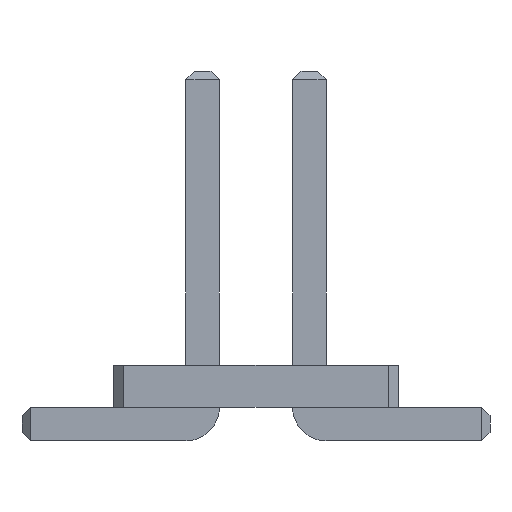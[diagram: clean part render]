
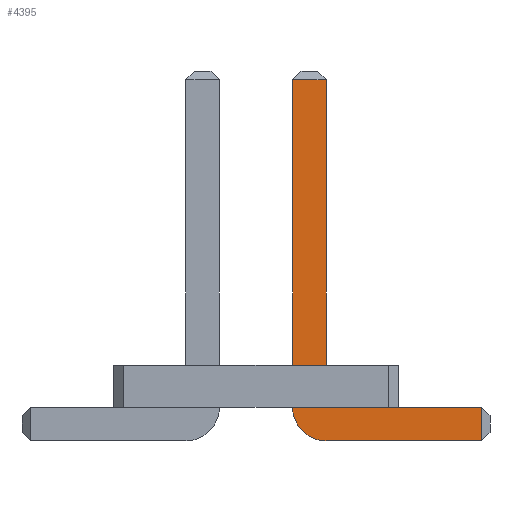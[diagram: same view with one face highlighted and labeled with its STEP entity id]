
A CAD part, front view. The second image highlights one B-rep face of the part: STEP entity #4395.
In plain terms, the highlighted planar face has unit normal (0, -1, 0).
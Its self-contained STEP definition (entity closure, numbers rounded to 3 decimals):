
#67=DIRECTION('',(1.,0.,0.));
#1979=VECTOR('',#67,1.);
#2032=DIRECTION('',(-1.,0.,0.));
#3941=VECTOR('',#2032,1.);
#4200=DIRECTION('',(-0.,1.,0.));
#4201=DIRECTION('',(0.,0.,-1.));
#4208=VECTOR('',#4209,1.);
#4209=DIRECTION('',(0.,0.,1.));
#4220=VECTOR('',#4201,1.);
#4232=DIRECTION('',(0.,1.,0.));
#4233=DIRECTION('',(1.,0.,0.));
#4240=VERTEX_POINT('',#4241);
#4241=CARTESIAN_POINT('',(2.685,-21.155,0.));
#4244=ORIENTED_EDGE('',*,*,#4245,.T.);
#4245=EDGE_CURVE('',#4240,#4246,#4248,.T.);
#4246=VERTEX_POINT('',#4247);
#4247=CARTESIAN_POINT('',(0.835,-21.155,0.));
#4248=LINE('',#4249,#3941);
#4249=CARTESIAN_POINT('',(2.785,-21.155,0.));
#4289=VERTEX_POINT('',#4290);
#4290=CARTESIAN_POINT('',(0.435,-21.155,0.4));
#4293=EDGE_CURVE('',#4246,#4289,#4294,.T.);
#4294=CIRCLE('',#4295,0.4);
#4295=AXIS2_PLACEMENT_3D('',#4296,#4200,#4201);
#4296=CARTESIAN_POINT('',(0.835,-21.155,0.4));
#4305=VERTEX_POINT('',#4296);
#4307=ORIENTED_EDGE('',*,*,#4308,.T.);
#4308=EDGE_CURVE('',#4305,#4309,#4311,.T.);
#4309=VERTEX_POINT('',#4310);
#4310=CARTESIAN_POINT('',(2.685,-21.155,0.4));
#4311=LINE('',#4296,#1979);
#4321=ORIENTED_EDGE('',*,*,#4322,.T.);
#4322=EDGE_CURVE('',#4289,#4323,#4325,.T.);
#4323=VERTEX_POINT('',#4324);
#4324=CARTESIAN_POINT('',(0.435,-21.155,4.3));
#4325=LINE('',#4326,#4208);
#4326=CARTESIAN_POINT('',(0.435,-21.155,0.));
#4339=VERTEX_POINT('',#4340);
#4340=CARTESIAN_POINT('',(0.835,-21.155,4.3));
#4342=ORIENTED_EDGE('',*,*,#4343,.T.);
#4343=EDGE_CURVE('',#4339,#4305,#4344,.T.);
#4344=LINE('',#4345,#4220);
#4345=CARTESIAN_POINT('',(0.835,-21.155,4.4));
#4395=ADVANCED_FACE('',(#4396),#4405,.F.);
#4396=FACE_BOUND('',#4397,.F.);
#4397=EDGE_LOOP('',(#4244,#4398,#4321,#4399,#4342,#4307,#4402));
#4398=ORIENTED_EDGE('',*,*,#4293,.T.);
#4399=ORIENTED_EDGE('',*,*,#4400,.T.);
#4400=EDGE_CURVE('',#4323,#4339,#4401,.T.);
#4401=LINE('',#4324,#1979);
#4402=ORIENTED_EDGE('',*,*,#4403,.T.);
#4403=EDGE_CURVE('',#4309,#4240,#4404,.T.);
#4404=LINE('',#4310,#4220);
#4405=PLANE('',#4406);
#4406=AXIS2_PLACEMENT_3D('',#4407,#4232,#4233);
#4407=CARTESIAN_POINT('',(1.032,-21.155,1.622));
